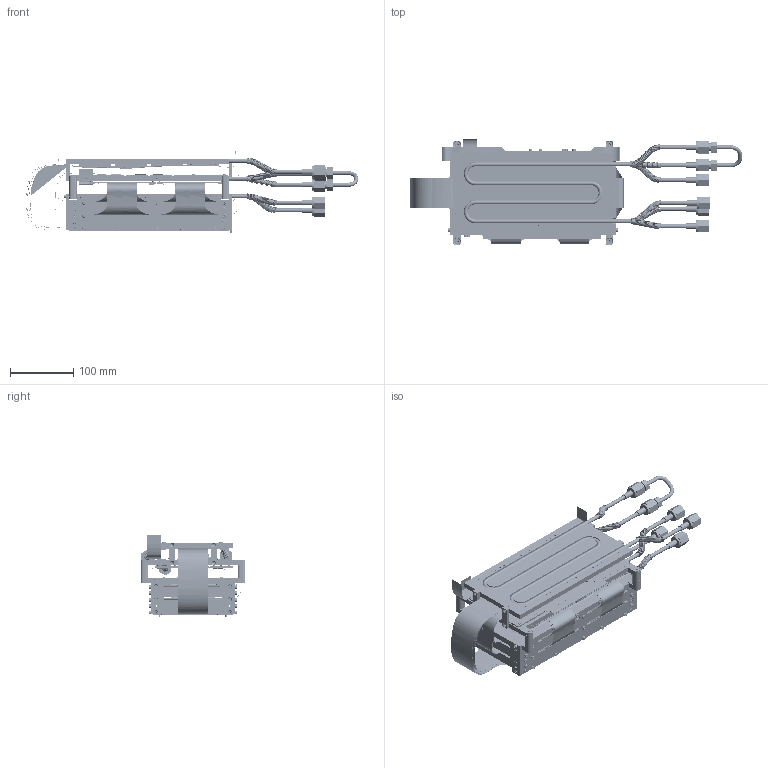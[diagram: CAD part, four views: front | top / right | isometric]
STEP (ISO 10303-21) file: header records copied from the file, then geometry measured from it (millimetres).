
FILE_DESCRIPTION(/* description */ (''),/* implementation_level */ '2;1');
FILE_NAME(/* name */ 'QUADRANT_ASB_V4.stp',/* time_stamp */ '2014-09-10T16:21:52+02:00',/* author */ (''),/* organization */ (''),/* preprocessor_version */ 'ST-DEVELOPER v15',/* originating_system */ 'SIEMENS PLM Software NX 8.5',/* authorisation */ '');
FILE_SCHEMA (('CONFIG_CONTROL_DESIGN'));
Products named in the file (133): bellow_one-fourth_in-out_45deg_5; bellow_one-fourth; bellow_one-fourth_in-out_45deg_3; bellow_one-fourth_2; PCB-pax-L3; PCB-pax-L2; flat_cable_1-1_L1_coupler; flat_cable_1-2_L1_coupler; kapton-PCB-side_V4; hermes-flat-GND-bias; hermes_flat_cable_output_L1; flat-cable_2-1_L1_coupler; kapton-hermes-side_V4; kapton coupling side; flat-cable_2-2_L1_coupler; connector FH67; connector FH51; PCB-hermes_V4; bellow_one-fourth_in-out_45deg_14; flexible_tube_extension_3; bellow_one-fourth_interm_9; bellow_one-fourth_in-out_45deg_9; bellow_one-fourth_interm; bellow_one-fourth_in-out_45deg_13; flexible_tube_extension_2; bellow_one-fourth_interm_8; bellow_one-fourth_in-out_45deg_10; flexible_tube_extension; bellow_one-fourth_interm_5; cold_plate_V3; PAX-PCB-clamper2-L3; PAX-PCB-clamper1-L3; PAX-PCB-clamper-L3; PCB-PAX-isulator_1-L3-V4; PCB-PAX-isulator-L3-V4; PAX_flat_cable2_output_L2-L3; PAX-flat1-bias-bias; PAX-flat-bridge-L3; flat_cable_1.1_L3_coupler; flat-cable-L3-coupling_PCB ...
Assembly tree (423 placements, depth 6):
  QUADRANT_ASB_V4
    QUADRANT_FRAMES_V4_NX-ARRAGMNTbox exploded
      FRAME_ELECTRONICS_ASB
        silicon-electronic-spacer_V4  x4
        vite-TS-M5x12  x8
        plate-plate-spacer  x4
      SENSORS_BOX_ASB
        COLD_PLATE_BOX_ASB
          cold_plate_cooling_tube
          Swagelock_6LV-MRT-2_gland  x2
          Cajon_PAT-D-316_nut  x2
          FLEXIBLE_TUBE_INNER_PLATE_ASB
            bellow_one-fourth_2
            flexible_tube_extension  x2
            bellow_one-fourth_in-out_45deg_3  x2
          FLEXIBLE_TUBE_INNER_PLATE1_ASB
            bellow_one-fourth
            flexible_tube_extension  x2
            bellow_one-fourth_in-out_45deg_5  x2
          vite_TC_M3x8  x14
          cold_plate_V3
        latera_box_wall2_V3
        box_wall_forward
        box_wall_backward
        latera_box_wall1_V3
        vite_TC_M3x8  x8
        pin-d2,5x12_m6  x2
      COLD_PLATE_ASB_2
        cold_plate_cooling_tube
        Swagelock_6LV-MRT-2_gland_1
        Swagelock_6LV-MRT-2_gland
        Cajon_PAT-D-316_nut
        FLEXIBLE_TUBE_EXTERNAL_PLATE_ASB
          bellow_one-fourth_interm_5
          flexible_tube_extension  x2
          bellow_one-fourth_in-out_45deg_10  x2
        FLEXIBLE_TUBE_EXTERNAL_PLATE_ASB_2
          bellow_one-fourth_interm_8
          flexible_tube_extension_2
          flexible_tube_extension
          bellow_one-fourth_in-out_45deg_13  x2
        Cajon_PAT-D-316_nut_1
        cold_plate_1_V2
      COLD_PLATE_INTERMEDIATE_ASB_2
        cold_plate_cooling_tube
        Swagelock_6LV-MRT-2_gland
        Cajon_PAT-D-316_nut
        FLEXIBLE_TUBE_INTERMEDIATE_PLATE_ASB_2
          bellow_one-fourth_interm
          flexible_tube_extension  x2
          bellow_one-fourth_in-out_45deg_9  x2
        FLEXIBLE_TUBE_INTERMEDIATE_PLATE_ASB_3
          bellow_one-fourth_interm_9
          flexible_tube_extension_3
          flexible_tube_extension
          bellow_one-fourth_in-out_45deg_14  x2
        Swagelock_6LV-MRT-2_gland_1
        Cajon_PAT-D-316_nut_1
        cold_plate_V2
      JUMPER_ASB
Bounding box: 523.74 x 167.83 x 129.12 mm (x, y, z)
Volume: 1252907.7 mm3; surface area: 1421510.5 mm2
Topology: 628 solids, 628 shells, 9078 faces, 20918 edges, 13743 vertices
Faces by surface type: plane 6112, cylinder 1734, cone 766, torus 340, bspline 98, extrusion 28
Full cylindrical faces by diameter (mm): 0.95 x18, 1.1 x2, 1.2 x96, 1.25 x15, 1.4 x18, 1.496 x15, 1.6 x5, 1.7 x15, 2.2 x2, 2.3 x16, 2.5 x134, 2.874 x68, 3 x71, 3.2 x48, 3.3 x4, 3.4 x132, 3.5 x15, 4.2 x7, 4.4 x173, 4.5 x20, 4.826 x8, 5.5 x120, 6 x12, 6.35 x12, 6.4 x369, 6.5 x4, 8.8 x8, 9 x6, 9.2 x2, 9.3 x8
Entity records: 119986 total; most frequent: CARTESIAN_POINT 30159, DIRECTION 14182, ORIENTED_EDGE 11202, AXIS2_PLACEMENT_3D 5743, EDGE_CURVE 5601, EDGE_LOOP 5350, VERTEX_POINT 4455, FACE_BOUND 4144
